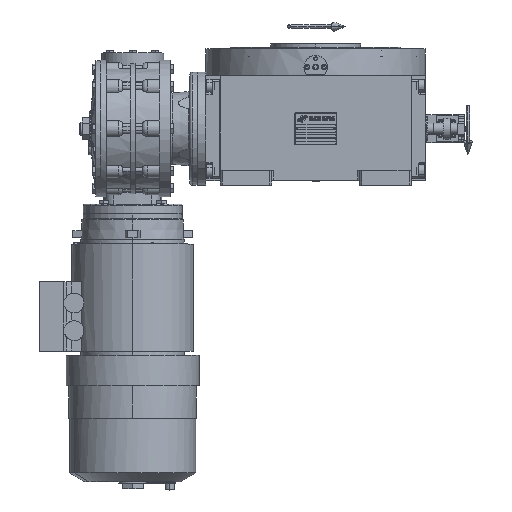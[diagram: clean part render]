
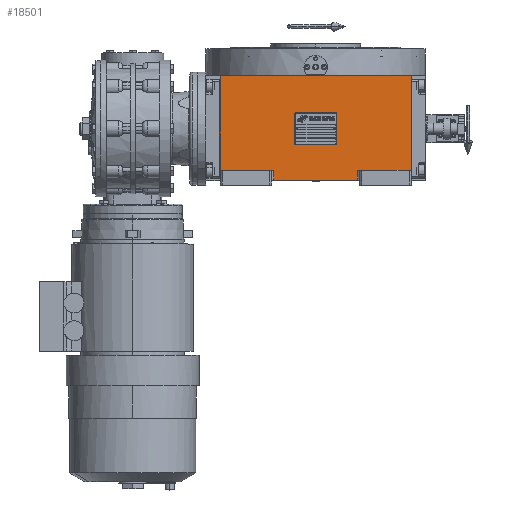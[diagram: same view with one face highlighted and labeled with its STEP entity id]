
A CAD part, top view. The second image highlights one B-rep face of the part: STEP entity #18501.
In plain terms, the highlighted planar face has unit normal (0, 0, 1).
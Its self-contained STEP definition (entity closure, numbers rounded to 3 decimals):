
#1479 = ORIENTED_EDGE ( 'NONE', *, *, #115328, .T. ) ;
#4717 = DIRECTION ( 'NONE',  ( 0., 1., 0. ) ) ;
#5129 = CARTESIAN_POINT ( 'NONE',  ( -135., 75., 226. ) ) ;
#8927 = LINE ( 'NONE', #107083, #57128 ) ;
#10881 = CARTESIAN_POINT ( 'NONE',  ( 135., 75., 226. ) ) ;
#13333 = CARTESIAN_POINT ( 'NONE',  ( -135., -59., 226. ) ) ;
#18501 = ADVANCED_FACE ( 'NONE', ( #104109 ), #44154, .T. ) ;
#22353 = VERTEX_POINT ( 'NONE', #57753 ) ;
#25013 = VECTOR ( 'NONE', #106722, 1000. ) ;
#26359 = LINE ( 'NONE', #66526, #25013 ) ;
#28675 = DIRECTION ( 'NONE',  ( 1., 0., 0. ) ) ;
#29358 = CARTESIAN_POINT ( 'NONE',  ( 135., -59., 226. ) ) ;
#31467 = ORIENTED_EDGE ( 'NONE', *, *, #35380, .F. ) ;
#32404 = LINE ( 'NONE', #123367, #116849 ) ;
#34264 = DIRECTION ( 'NONE',  ( 1., 0., 0. ) ) ;
#34395 = VECTOR ( 'NONE', #44259, 1000. ) ;
#35195 = VERTEX_POINT ( 'NONE', #101685 ) ;
#35380 = EDGE_CURVE ( 'NONE', #22353, #121025, #26359, .T. ) ;
#37749 = EDGE_CURVE ( 'NONE', #121025, #129445, #87651, .T. ) ;
#41666 = DIRECTION ( 'NONE',  ( 0., 1., 0. ) ) ;
#41979 = EDGE_CURVE ( 'NONE', #35195, #59821, #98627, .T. ) ;
#44154 = PLANE ( 'NONE',  #119933 ) ;
#44259 = DIRECTION ( 'NONE',  ( 1., 0., 0. ) ) ;
#47608 = CARTESIAN_POINT ( 'NONE',  ( 59., -59., 226. ) ) ;
#51411 = EDGE_CURVE ( 'NONE', #82912, #59821, #77448, .T. ) ;
#56977 = EDGE_CURVE ( 'NONE', #35195, #86334, #78131, .T. ) ;
#57128 = VECTOR ( 'NONE', #28675, 1000. ) ;
#57753 = CARTESIAN_POINT ( 'NONE',  ( -135., -59., 226. ) ) ;
#57771 = DIRECTION ( 'NONE',  ( 1., 0., 0. ) ) ;
#59821 = VERTEX_POINT ( 'NONE', #106043 ) ;
#64283 = ORIENTED_EDGE ( 'NONE', *, *, #41979, .T. ) ;
#64946 = CARTESIAN_POINT ( 'NONE',  ( -59., -59., 226. ) ) ;
#66526 = CARTESIAN_POINT ( 'NONE',  ( -135., -59., 226. ) ) ;
#72381 = EDGE_CURVE ( 'NONE', #90673, #129445, #32404, .T. ) ;
#77448 = LINE ( 'NONE', #107768, #118303 ) ;
#77458 = EDGE_CURVE ( 'NONE', #82912, #90673, #8927, .T. ) ;
#78131 = LINE ( 'NONE', #102931, #127419 ) ;
#79217 = ORIENTED_EDGE ( 'NONE', *, *, #56977, .F. ) ;
#79394 = DIRECTION ( 'NONE',  ( 0., -1., 0. ) ) ;
#82912 = VERTEX_POINT ( 'NONE', #47608 ) ;
#84319 = CARTESIAN_POINT ( 'NONE',  ( -135., -73., 226. ) ) ;
#86333 = CARTESIAN_POINT ( 'NONE',  ( -135., 75., 226. ) ) ;
#86334 = VERTEX_POINT ( 'NONE', #64946 ) ;
#87651 = LINE ( 'NONE', #86333, #97068 ) ;
#90673 = VERTEX_POINT ( 'NONE', #29358 ) ;
#95647 = LINE ( 'NONE', #13333, #34395 ) ;
#96680 = CARTESIAN_POINT ( 'NONE',  ( -59., -73., 226. ) ) ;
#97068 = VECTOR ( 'NONE', #117329, 1000. ) ;
#97848 = ORIENTED_EDGE ( 'NONE', *, *, #37749, .F. ) ;
#98627 = LINE ( 'NONE', #96680, #113699 ) ;
#101685 = CARTESIAN_POINT ( 'NONE',  ( -59., -73., 226. ) ) ;
#102931 = CARTESIAN_POINT ( 'NONE',  ( -59., -73., 226. ) ) ;
#104109 = FACE_OUTER_BOUND ( 'NONE', #126673, .T. ) ;
#106043 = CARTESIAN_POINT ( 'NONE',  ( 59., -73., 226. ) ) ;
#106722 = DIRECTION ( 'NONE',  ( 0., 1., 0. ) ) ;
#107083 = CARTESIAN_POINT ( 'NONE',  ( 59., -59., 226. ) ) ;
#107768 = CARTESIAN_POINT ( 'NONE',  ( 59., -59., 226. ) ) ;
#108922 = ORIENTED_EDGE ( 'NONE', *, *, #77458, .T. ) ;
#111647 = ORIENTED_EDGE ( 'NONE', *, *, #51411, .F. ) ;
#113699 = VECTOR ( 'NONE', #57771, 1000. ) ;
#115328 = EDGE_CURVE ( 'NONE', #22353, #86334, #95647, .T. ) ;
#116849 = VECTOR ( 'NONE', #4717, 1000. ) ;
#117329 = DIRECTION ( 'NONE',  ( 1., 0., 0. ) ) ;
#118303 = VECTOR ( 'NONE', #79394, 1000. ) ;
#119933 = AXIS2_PLACEMENT_3D ( 'NONE', #84319, #124559, #34264 ) ;
#121025 = VERTEX_POINT ( 'NONE', #5129 ) ;
#123367 = CARTESIAN_POINT ( 'NONE',  ( 135., -59., 226. ) ) ;
#123509 = ORIENTED_EDGE ( 'NONE', *, *, #72381, .T. ) ;
#124559 = DIRECTION ( 'NONE',  ( 0., 0., 1. ) ) ;
#126673 = EDGE_LOOP ( 'NONE', ( #64283, #111647, #108922, #123509, #97848, #31467, #1479, #79217 ) ) ;
#127419 = VECTOR ( 'NONE', #41666, 1000. ) ;
#129445 = VERTEX_POINT ( 'NONE', #10881 ) ;
